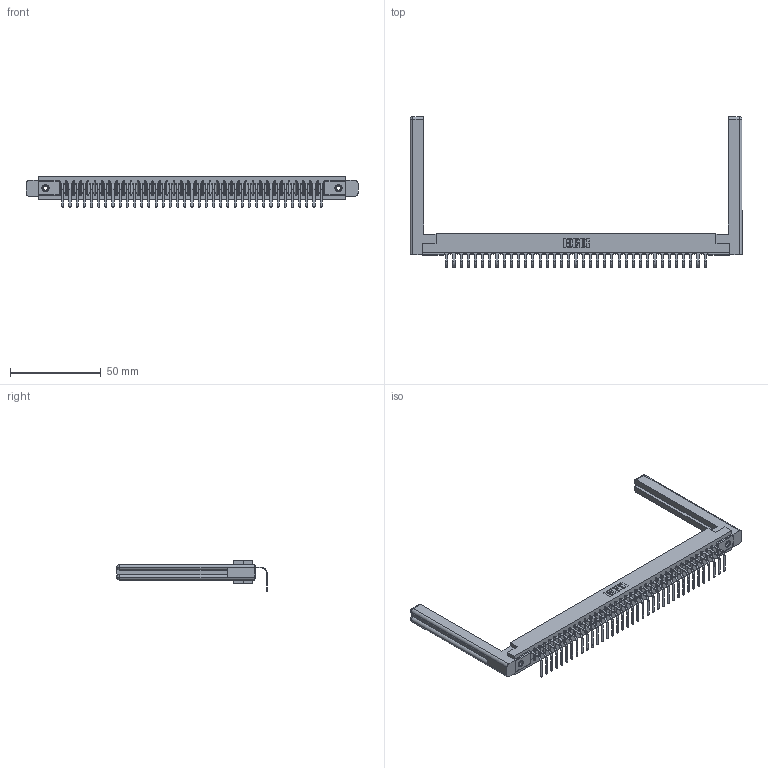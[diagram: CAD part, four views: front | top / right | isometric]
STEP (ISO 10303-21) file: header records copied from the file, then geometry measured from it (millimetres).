
FILE_DESCRIPTION (( 'STEP AP203' ), '1' );
FILE_NAME ('357-037-558-158.STEP', '2022-07-13T18:48:20', ( '' ), ( '' ), 'SwSTEP 2.0', 'SolidWorks 2020', '' );
FILE_SCHEMA (( 'CONFIG_CONTROL_DESIGN' ));
Length unit declared in the file: inch
Products named in the file (5): 307-290-001_558 - 2 (Single); 345-250-001_345-250-001-102; 357-037-558-158; 307 Part_.156 Dia Mounting Holes; 307-220-058
Assembly tree (42 placements, depth 2):
  357-037-558-158
    307 Part_.156 Dia Mounting Holes
    307-290-001_558 - 2 (Single)  x37
    307-220-058  x2
    345-250-001_345-250-001-102  x2
Bounding box: 183.24 x 83.1 x 16.8 mm (x, y, z)
Volume: 26309.8 mm3; surface area: 26371 mm2
Topology: 42 solids, 42 shells, 2518 faces, 7115 edges, 4578 vertices
Faces by surface type: plane 1597, cylinder 821, sphere 76, torus 12, cone 12
Entity records: 35073 total; most frequent: CARTESIAN_POINT 5915, ORIENTED_EDGE 5840, DIRECTION 5716, EDGE_CURVE 2920, VECTOR 2234, LINE 2234, VERTEX_POINT 1886, AXIS2_PLACEMENT_3D 1741
